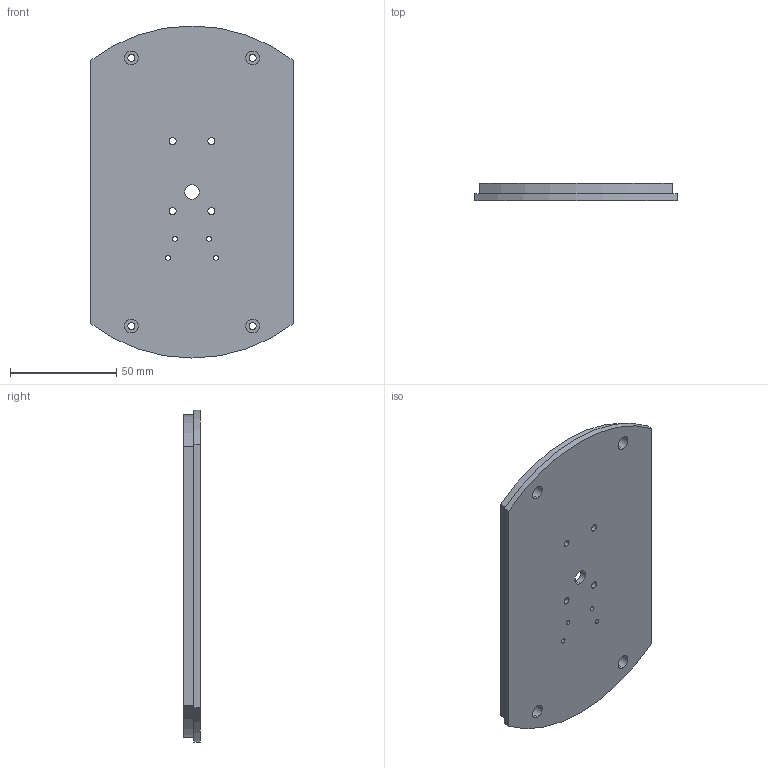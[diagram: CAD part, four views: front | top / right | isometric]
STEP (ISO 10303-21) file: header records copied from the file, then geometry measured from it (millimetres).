
FILE_DESCRIPTION (( 'STEP AP203' ), '1' );
FILE_NAME ('菁啣.STEP', '2025-05-28T13:15:53', ( '' ), ( '' ), 'SwSTEP 2.0', 'SolidWorks 2019', '' );
FILE_SCHEMA (( 'CONFIG_CONTROL_DESIGN' ));
Length unit declared in the file: millimetre
Products named in the file (1): 菁啣
Bounding box: 95 x 7.8 x 156 mm (x, y, z)
Volume: 47258.3 mm3; surface area: 35053.7 mm2
Topology: 1 solids, 1 shells, 108 faces, 291 edges, 194 vertices
Faces by surface type: cylinder 59, plane 49
Entity records: 3562 total; most frequent: DIRECTION 627, CARTESIAN_POINT 594, ORIENTED_EDGE 582, EDGE_CURVE 291, AXIS2_PLACEMENT_3D 227, VERTEX_POINT 194, VECTOR 173, LINE 173
